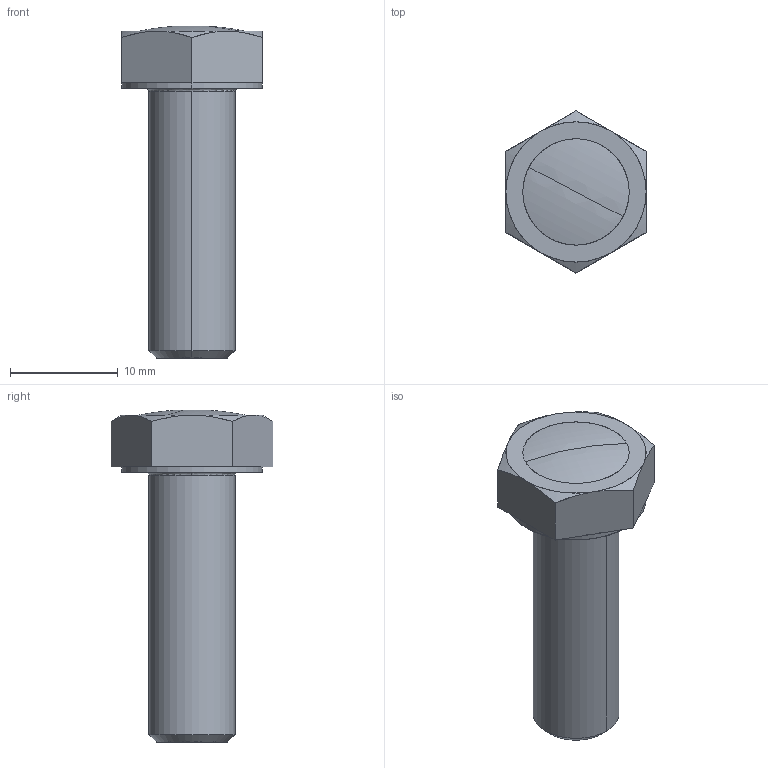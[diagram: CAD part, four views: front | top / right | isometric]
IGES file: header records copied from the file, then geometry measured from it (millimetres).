
Start section: SolidWorks IGES file using analytic representation for surfaces
Global section: file name: Z-RFC-P17.igs; native system: SolidWorks 2014; preprocessor: SolidWorks 2014; author: Thiel; date: 151124.111550; units: millimetre
Bounding box: 13 x 15.01 x 30.78 mm (x, y, z)
Surface area: 1138.1 mm2 (no closed solid volume)
Topology: 0 solids, 0 shells, 31 faces, 426 edges, 426 vertices
Faces by surface type: bspline 17, revolution 14
